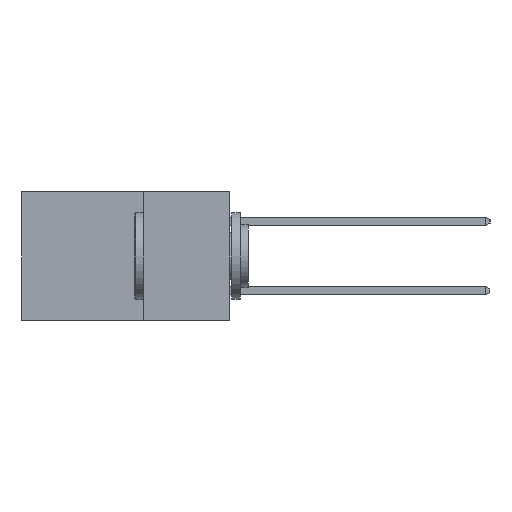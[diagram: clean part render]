
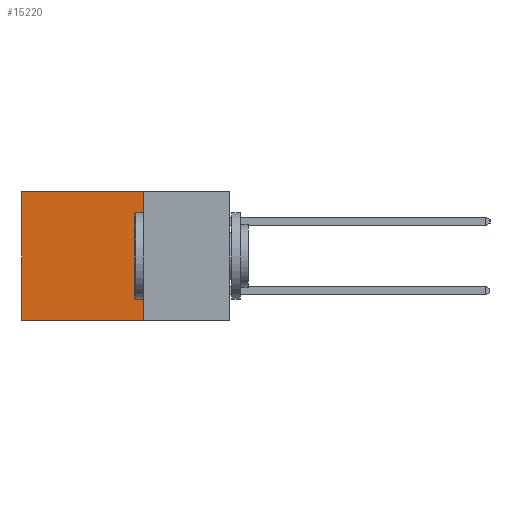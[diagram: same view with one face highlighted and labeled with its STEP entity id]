
A CAD part, left-side view. The second image highlights one B-rep face of the part: STEP entity #15220.
In plain terms, the highlighted planar face has unit normal (-1, 0, 0).
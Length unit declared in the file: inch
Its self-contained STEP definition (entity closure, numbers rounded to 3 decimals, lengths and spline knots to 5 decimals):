
#356 = CARTESIAN_POINT ( 'NONE',  ( 0.2615, 0.6, -0.37 ) ) ;
#453 = CARTESIAN_POINT ( 'NONE',  ( 0.2615, 0.6, -0.37 ) ) ;
#1553 = AXIS2_PLACEMENT_3D ( 'NONE', #12476, #17837, #7243 ) ;
#1789 = VERTEX_POINT ( 'NONE', #453 ) ;
#2074 = VECTOR ( 'NONE', #13756, 39.37008 ) ;
#2703 = LINE ( 'NONE', #4222, #6981 ) ;
#3646 = VECTOR ( 'NONE', #11415, 39.37008 ) ;
#3708 = FACE_OUTER_BOUND ( 'NONE', #13887, .T. ) ;
#4041 = CARTESIAN_POINT ( 'NONE',  ( 0.2615, 0.25, 0. ) ) ;
#4222 = CARTESIAN_POINT ( 'NONE',  ( 0.2615, 0.25, -0.37 ) ) ;
#4352 = CARTESIAN_POINT ( 'NONE',  ( 0.2615, 0.25, 0. ) ) ;
#6069 = DIRECTION ( 'NONE',  ( 0., 0., -1. ) ) ;
#6981 = VECTOR ( 'NONE', #6069, 39.37008 ) ;
#7162 = PLANE ( 'NONE',  #1553 ) ;
#7243 = DIRECTION ( 'NONE',  ( 0., 0., -1. ) ) ;
#11415 = DIRECTION ( 'NONE',  ( 0., 1., 0. ) ) ;
#11710 = EDGE_CURVE ( 'NONE', #14135, #13027, #2703, .T. ) ;
#12476 = CARTESIAN_POINT ( 'NONE',  ( 0.2615, 0.25, -0.37 ) ) ;
#12487 = VERTEX_POINT ( 'NONE', #22138 ) ;
#12571 = LINE ( 'NONE', #4352, #3646 ) ;
#12593 = EDGE_CURVE ( 'NONE', #13027, #1789, #13284, .T. ) ;
#12599 = ORIENTED_EDGE ( 'NONE', *, *, #11710, .F. ) ;
#13027 = VERTEX_POINT ( 'NONE', #20482 ) ;
#13284 = LINE ( 'NONE', #22441, #2074 ) ;
#13756 = DIRECTION ( 'NONE',  ( 0., 1., 0. ) ) ;
#13887 = EDGE_LOOP ( 'NONE', ( #22550, #13933, #12599, #20130 ) ) ;
#13933 = ORIENTED_EDGE ( 'NONE', *, *, #12593, .F. ) ;
#14135 = VERTEX_POINT ( 'NONE', #4041 ) ;
#15220 = ADVANCED_FACE ( 'NONE', ( #3708 ), #7162, .F. ) ;
#17837 = DIRECTION ( 'NONE',  ( 1., 0., 0. ) ) ;
#18076 = VECTOR ( 'NONE', #18347, 39.37008 ) ;
#18347 = DIRECTION ( 'NONE',  ( 0., 0., -1. ) ) ;
#18363 = EDGE_CURVE ( 'NONE', #12487, #1789, #22083, .T. ) ;
#20130 = ORIENTED_EDGE ( 'NONE', *, *, #21969, .T. ) ;
#20482 = CARTESIAN_POINT ( 'NONE',  ( 0.2615, 0.25, -0.37 ) ) ;
#21969 = EDGE_CURVE ( 'NONE', #14135, #12487, #12571, .T. ) ;
#22083 = LINE ( 'NONE', #356, #18076 ) ;
#22138 = CARTESIAN_POINT ( 'NONE',  ( 0.2615, 0.6, 0. ) ) ;
#22441 = CARTESIAN_POINT ( 'NONE',  ( 0.2615, 0.25, -0.37 ) ) ;
#22550 = ORIENTED_EDGE ( 'NONE', *, *, #18363, .T. ) ;
